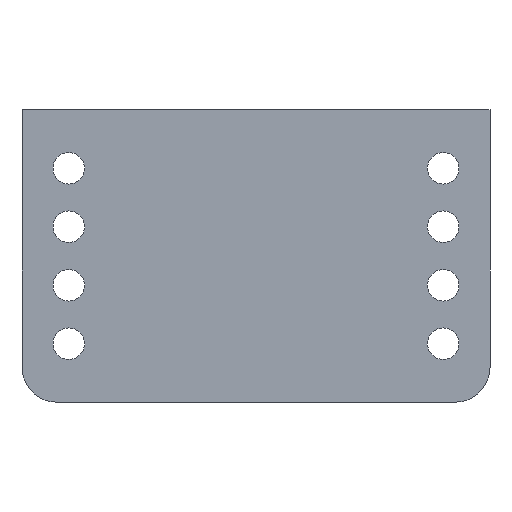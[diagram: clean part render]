
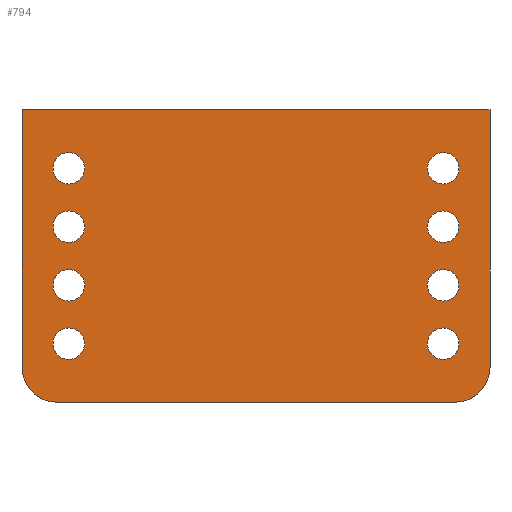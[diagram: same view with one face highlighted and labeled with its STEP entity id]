
A CAD part, front view. The second image highlights one B-rep face of the part: STEP entity #794.
In plain terms, the highlighted planar face has unit normal (0, -1, 0).
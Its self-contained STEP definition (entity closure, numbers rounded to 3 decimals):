
#15=FACE_BOUND('',#126,.T.);
#16=FACE_BOUND('',#127,.T.);
#17=FACE_BOUND('',#128,.T.);
#18=FACE_BOUND('',#129,.T.);
#19=FACE_BOUND('',#130,.T.);
#20=FACE_BOUND('',#131,.T.);
#21=FACE_BOUND('',#132,.T.);
#22=FACE_BOUND('',#133,.T.);
#46=CIRCLE('',#847,3.);
#48=CIRCLE('',#850,3.);
#50=CIRCLE('',#854,1.35);
#51=CIRCLE('',#855,1.35);
#52=CIRCLE('',#856,1.35);
#53=CIRCLE('',#857,1.35);
#54=CIRCLE('',#858,1.35);
#55=CIRCLE('',#859,1.35);
#56=CIRCLE('',#860,1.35);
#57=CIRCLE('',#861,1.35);
#86=FACE_OUTER_BOUND('',#125,.T.);
#125=EDGE_LOOP('',(#629,#630,#631,#632,#633,#634));
#126=EDGE_LOOP('',(#635));
#127=EDGE_LOOP('',(#636));
#128=EDGE_LOOP('',(#637));
#129=EDGE_LOOP('',(#638));
#130=EDGE_LOOP('',(#639));
#131=EDGE_LOOP('',(#640));
#132=EDGE_LOOP('',(#641));
#133=EDGE_LOOP('',(#642));
#219=LINE('',#1226,#307);
#228=LINE('',#1252,#316);
#229=LINE('',#1254,#317);
#230=LINE('',#1255,#318);
#307=VECTOR('',#984,10.);
#316=VECTOR('',#1007,10.);
#317=VECTOR('',#1010,10.);
#318=VECTOR('',#1011,10.);
#381=VERTEX_POINT('',#1223);
#382=VERTEX_POINT('',#1225);
#385=VERTEX_POINT('',#1233);
#386=VERTEX_POINT('',#1234);
#389=VERTEX_POINT('',#1242);
#390=VERTEX_POINT('',#1243);
#393=VERTEX_POINT('',#1256);
#394=VERTEX_POINT('',#1258);
#395=VERTEX_POINT('',#1260);
#396=VERTEX_POINT('',#1262);
#397=VERTEX_POINT('',#1264);
#398=VERTEX_POINT('',#1266);
#399=VERTEX_POINT('',#1268);
#400=VERTEX_POINT('',#1270);
#471=EDGE_CURVE('',#381,#382,#219,.T.);
#475=EDGE_CURVE('',#385,#386,#46,.T.);
#479=EDGE_CURVE('',#389,#390,#48,.T.);
#484=EDGE_CURVE('',#382,#386,#228,.T.);
#485=EDGE_CURVE('',#389,#381,#229,.T.);
#486=EDGE_CURVE('',#390,#385,#230,.T.);
#487=EDGE_CURVE('',#393,#393,#50,.T.);
#488=EDGE_CURVE('',#394,#394,#51,.T.);
#489=EDGE_CURVE('',#395,#395,#52,.T.);
#490=EDGE_CURVE('',#396,#396,#53,.T.);
#491=EDGE_CURVE('',#397,#397,#54,.T.);
#492=EDGE_CURVE('',#398,#398,#55,.T.);
#493=EDGE_CURVE('',#399,#399,#56,.T.);
#494=EDGE_CURVE('',#400,#400,#57,.T.);
#629=ORIENTED_EDGE('',*,*,#475,.T.);
#630=ORIENTED_EDGE('',*,*,#484,.F.);
#631=ORIENTED_EDGE('',*,*,#471,.F.);
#632=ORIENTED_EDGE('',*,*,#485,.F.);
#633=ORIENTED_EDGE('',*,*,#479,.T.);
#634=ORIENTED_EDGE('',*,*,#486,.T.);
#635=ORIENTED_EDGE('',*,*,#487,.T.);
#636=ORIENTED_EDGE('',*,*,#488,.T.);
#637=ORIENTED_EDGE('',*,*,#489,.T.);
#638=ORIENTED_EDGE('',*,*,#490,.T.);
#639=ORIENTED_EDGE('',*,*,#491,.T.);
#640=ORIENTED_EDGE('',*,*,#492,.T.);
#641=ORIENTED_EDGE('',*,*,#493,.T.);
#642=ORIENTED_EDGE('',*,*,#494,.T.);
#765=PLANE('',#853);
#794=ADVANCED_FACE('',(#86,#15,#16,#17,#18,#19,#20,#21,#22),#765,.F.);
#847=AXIS2_PLACEMENT_3D('',#1235,#990,#991);
#850=AXIS2_PLACEMENT_3D('',#1244,#998,#999);
#853=AXIS2_PLACEMENT_3D('',#1253,#1008,#1009);
#854=AXIS2_PLACEMENT_3D('',#1257,#1012,#1013);
#855=AXIS2_PLACEMENT_3D('',#1259,#1014,#1015);
#856=AXIS2_PLACEMENT_3D('',#1261,#1016,#1017);
#857=AXIS2_PLACEMENT_3D('',#1263,#1018,#1019);
#858=AXIS2_PLACEMENT_3D('',#1265,#1020,#1021);
#859=AXIS2_PLACEMENT_3D('',#1267,#1022,#1023);
#860=AXIS2_PLACEMENT_3D('',#1269,#1024,#1025);
#861=AXIS2_PLACEMENT_3D('',#1271,#1026,#1027);
#984=DIRECTION('',(1.,0.,0.));
#990=DIRECTION('center_axis',(0.,-1.,0.));
#991=DIRECTION('ref_axis',(1.,0.,0.));
#998=DIRECTION('center_axis',(0.,-1.,0.));
#999=DIRECTION('ref_axis',(0.,0.,-1.));
#1007=DIRECTION('',(0.,0.,-1.));
#1008=DIRECTION('center_axis',(0.,1.,0.));
#1009=DIRECTION('ref_axis',(1.,0.,0.));
#1010=DIRECTION('',(0.,0.,1.));
#1011=DIRECTION('',(1.,0.,0.));
#1012=DIRECTION('center_axis',(0.,1.,0.));
#1013=DIRECTION('ref_axis',(-1.,0.,0.));
#1014=DIRECTION('center_axis',(0.,1.,0.));
#1015=DIRECTION('ref_axis',(-1.,0.,0.));
#1016=DIRECTION('center_axis',(0.,1.,0.));
#1017=DIRECTION('ref_axis',(-1.,0.,0.));
#1018=DIRECTION('center_axis',(0.,1.,0.));
#1019=DIRECTION('ref_axis',(-1.,0.,0.));
#1020=DIRECTION('center_axis',(0.,1.,0.));
#1021=DIRECTION('ref_axis',(-1.,0.,0.));
#1022=DIRECTION('center_axis',(0.,1.,0.));
#1023=DIRECTION('ref_axis',(-1.,0.,0.));
#1024=DIRECTION('center_axis',(0.,1.,0.));
#1025=DIRECTION('ref_axis',(-1.,0.,0.));
#1026=DIRECTION('center_axis',(0.,1.,0.));
#1027=DIRECTION('ref_axis',(-1.,0.,0.));
#1223=CARTESIAN_POINT('',(0.,0.,25.));
#1225=CARTESIAN_POINT('',(40.,0.,25.));
#1226=CARTESIAN_POINT('',(0.,0.,25.));
#1233=CARTESIAN_POINT('',(37.,0.,0.));
#1234=CARTESIAN_POINT('',(40.,0.,3.));
#1235=CARTESIAN_POINT('Origin',(37.,0.,3.));
#1242=CARTESIAN_POINT('',(0.,0.,3.));
#1243=CARTESIAN_POINT('',(3.,0.,0.));
#1244=CARTESIAN_POINT('Origin',(3.,0.,3.));
#1252=CARTESIAN_POINT('',(40.,0.,25.));
#1253=CARTESIAN_POINT('Origin',(20.,0.,12.5));
#1254=CARTESIAN_POINT('',(0.,0.,0.));
#1255=CARTESIAN_POINT('',(0.,0.,0.));
#1256=CARTESIAN_POINT('',(5.35,0.,5.));
#1257=CARTESIAN_POINT('Origin',(4.,0.,5.));
#1258=CARTESIAN_POINT('',(37.35,0.,5.));
#1259=CARTESIAN_POINT('Origin',(36.,0.,5.));
#1260=CARTESIAN_POINT('',(5.35,0.,20.));
#1261=CARTESIAN_POINT('Origin',(4.,0.,20.));
#1262=CARTESIAN_POINT('',(37.35,0.,15.));
#1263=CARTESIAN_POINT('Origin',(36.,0.,15.));
#1264=CARTESIAN_POINT('',(37.35,0.,10.));
#1265=CARTESIAN_POINT('Origin',(36.,0.,10.));
#1266=CARTESIAN_POINT('',(5.35,0.,15.));
#1267=CARTESIAN_POINT('Origin',(4.,0.,15.));
#1268=CARTESIAN_POINT('',(37.35,0.,20.));
#1269=CARTESIAN_POINT('Origin',(36.,0.,20.));
#1270=CARTESIAN_POINT('',(5.35,0.,10.));
#1271=CARTESIAN_POINT('Origin',(4.,0.,10.));
